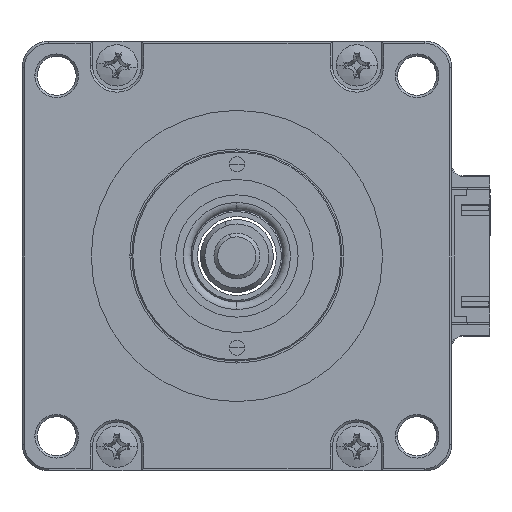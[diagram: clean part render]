
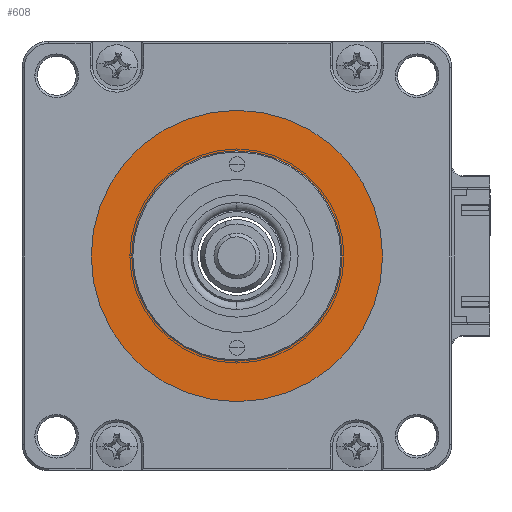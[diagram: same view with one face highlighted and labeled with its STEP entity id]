
A CAD part, left-side view. The second image highlights one B-rep face of the part: STEP entity #608.
In plain terms, the highlighted planar face has unit normal (-1, 0, 0).
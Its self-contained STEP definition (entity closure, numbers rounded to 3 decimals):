
#608 = ADVANCED_FACE ( 'NONE', ( #9122, #6132 ), #9761, .T. ) ;
#971 = AXIS2_PLACEMENT_3D ( 'NONE', #4292, #11306, #5292 ) ;
#1025 = CIRCLE ( 'NONE', #10469, 13.75 ) ;
#1387 = ORIENTED_EDGE ( 'NONE', *, *, #3137, .T. ) ;
#1546 = VERTEX_POINT ( 'NONE', #4234 ) ;
#1576 = EDGE_LOOP ( 'NONE', ( #3006, #1387 ) ) ;
#1619 = VERTEX_POINT ( 'NONE', #9573 ) ;
#1663 = DIRECTION ( 'NONE',  ( 0., -1., 0. ) ) ;
#1852 = EDGE_CURVE ( 'NONE', #2884, #1868, #8832, .T. ) ;
#1868 = VERTEX_POINT ( 'NONE', #6276 ) ;
#2367 = EDGE_CURVE ( 'NONE', #1546, #1619, #1025, .T. ) ;
#2668 = ORIENTED_EDGE ( 'NONE', *, *, #3389, .F. ) ;
#2884 = VERTEX_POINT ( 'NONE', #6639 ) ;
#3006 = ORIENTED_EDGE ( 'NONE', *, *, #1852, .T. ) ;
#3137 = EDGE_CURVE ( 'NONE', #1868, #2884, #5013, .T. ) ;
#3237 = CARTESIAN_POINT ( 'NONE',  ( -32.623, 4.472, 48.3 ) ) ;
#3389 = EDGE_CURVE ( 'NONE', #1619, #1546, #7772, .T. ) ;
#3946 = DIRECTION ( 'NONE',  ( -1., 0., 0. ) ) ;
#4234 = CARTESIAN_POINT ( 'NONE',  ( -32.623, 18.222, 48.3 ) ) ;
#4256 = DIRECTION ( 'NONE',  ( 0., -1., 0. ) ) ;
#4292 = CARTESIAN_POINT ( 'NONE',  ( -32.623, 4.472, 48.3 ) ) ;
#4796 = CARTESIAN_POINT ( 'NONE',  ( -32.623, 4.472, 48.3 ) ) ;
#5013 = CIRCLE ( 'NONE', #12079, 19.05 ) ;
#5292 = DIRECTION ( 'NONE',  ( 0., -1., 0. ) ) ;
#5801 = DIRECTION ( 'NONE',  ( 0., -1., 0. ) ) ;
#5963 = ORIENTED_EDGE ( 'NONE', *, *, #2367, .F. ) ;
#6132 = FACE_OUTER_BOUND ( 'NONE', #1576, .T. ) ;
#6276 = CARTESIAN_POINT ( 'NONE',  ( -32.623, 23.522, 48.3 ) ) ;
#6639 = CARTESIAN_POINT ( 'NONE',  ( -32.623, -14.578, 48.3 ) ) ;
#7538 = AXIS2_PLACEMENT_3D ( 'NONE', #3237, #10247, #4256 ) ;
#7772 = CIRCLE ( 'NONE', #971, 13.75 ) ;
#8832 = CIRCLE ( 'NONE', #7538, 19.05 ) ;
#9122 = FACE_BOUND ( 'NONE', #11544, .T. ) ;
#9573 = CARTESIAN_POINT ( 'NONE',  ( -32.623, -9.278, 48.3 ) ) ;
#9761 = PLANE ( 'NONE',  #10862 ) ;
#9964 = CARTESIAN_POINT ( 'NONE',  ( -32.623, 4.472, 48.3 ) ) ;
#10247 = DIRECTION ( 'NONE',  ( -1., 0., 0. ) ) ;
#10469 = AXIS2_PLACEMENT_3D ( 'NONE', #9964, #3946, #10980 ) ;
#10862 = AXIS2_PLACEMENT_3D ( 'NONE', #12206, #11070, #1663 ) ;
#10980 = DIRECTION ( 'NONE',  ( 0., -1., 0. ) ) ;
#11070 = DIRECTION ( 'NONE',  ( -1., 0., 0. ) ) ;
#11306 = DIRECTION ( 'NONE',  ( -1., 0., 0. ) ) ;
#11544 = EDGE_LOOP ( 'NONE', ( #5963, #2668 ) ) ;
#11816 = DIRECTION ( 'NONE',  ( -1., 0., 0. ) ) ;
#12079 = AXIS2_PLACEMENT_3D ( 'NONE', #4796, #11816, #5801 ) ;
#12206 = CARTESIAN_POINT ( 'NONE',  ( -32.623, 29.072, 72.9 ) ) ;
